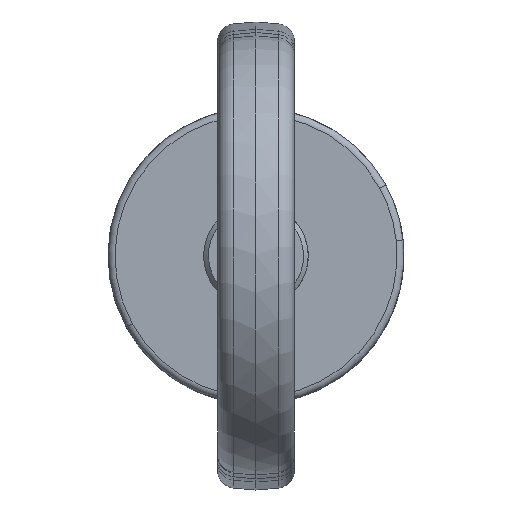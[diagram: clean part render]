
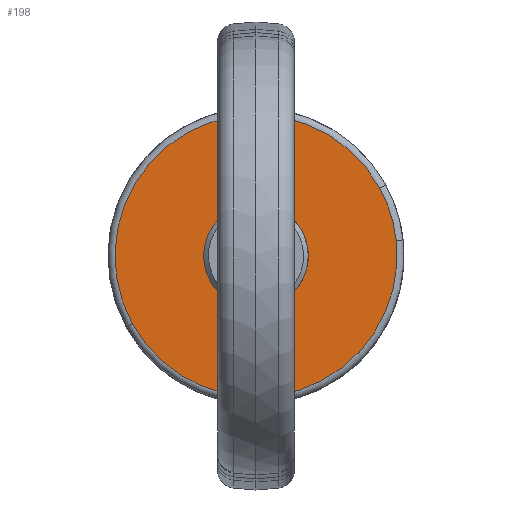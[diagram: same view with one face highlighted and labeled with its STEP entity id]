
A CAD part, top view. The second image highlights one B-rep face of the part: STEP entity #198.
In plain terms, the highlighted planar face has unit normal (0, 0, 1).
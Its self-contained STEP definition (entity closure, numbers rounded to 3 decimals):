
#63=CARTESIAN_POINT('Vertex',(40.261,4.397,-91.3)) ;
#66=CARTESIAN_POINT('Axis2P3D Location',(0.,0.,-91.3)) ;
#70=CARTESIAN_POINT('Vertex',(-35.542,-19.417,-91.3)) ;
#108=CARTESIAN_POINT('Vertex',(35.542,19.417,-91.3)) ;
#111=CARTESIAN_POINT('Axis2P3D Location',(0.,0.,-91.3)) ;
#123=CARTESIAN_POINT('Axis2P3D Location',(42.5,0.,-91.3)) ;
#128=CARTESIAN_POINT('Axis2P3D Location',(0.,0.,-91.3)) ;
#139=CARTESIAN_POINT('Control Point',(-7.191,-13.164,-91.3)) ;
#140=CARTESIAN_POINT('Control Point',(-8.523,-12.436,-91.3)) ;
#141=CARTESIAN_POINT('Control Point',(-9.763,-11.54,-91.3)) ;
#142=CARTESIAN_POINT('Control Point',(-10.883,-10.491,-91.3)) ;
#143=CARTESIAN_POINT('Control Point',(-12.832,-8.132,-91.3)) ;
#144=CARTESIAN_POINT('Control Point',(-14.133,-5.362,-91.3)) ;
#145=CARTESIAN_POINT('Control Point',(-14.604,-3.902,-91.3)) ;
#146=CARTESIAN_POINT('Control Point',(-15.166,-0.894,-91.3)) ;
#147=CARTESIAN_POINT('Control Point',(-14.961,2.159,-91.3)) ;
#148=CARTESIAN_POINT('Control Point',(-14.665,3.665,-91.3)) ;
#149=CARTESIAN_POINT('Control Point',(-13.699,6.568,-91.3)) ;
#150=CARTESIAN_POINT('Control Point',(-12.04,9.14,-91.3)) ;
#151=CARTESIAN_POINT('Control Point',(-11.051,10.313,-91.3)) ;
#152=CARTESIAN_POINT('Control Point',(-8.799,12.384,-91.3)) ;
#153=CARTESIAN_POINT('Control Point',(-6.102,13.83,-91.3)) ;
#154=CARTESIAN_POINT('Control Point',(-4.668,14.377,-91.3)) ;
#155=CARTESIAN_POINT('Control Point',(-1.694,15.097,-91.3)) ;
#156=CARTESIAN_POINT('Control Point',(1.365,15.054,-91.3)) ;
#157=CARTESIAN_POINT('Control Point',(2.884,14.838,-91.3)) ;
#158=CARTESIAN_POINT('Control Point',(4.668,14.348,-91.3)) ;
#159=CARTESIAN_POINT('Control Point',(6.344,13.598,-91.3)) ;
#160=CARTESIAN_POINT('Control Point',(6.63,13.461,-91.3)) ;
#161=CARTESIAN_POINT('Control Point',(6.913,13.316,-91.3)) ;
#162=CARTESIAN_POINT('Control Point',(7.191,13.164,-91.3)) ;
#163=CARTESIAN_POINT('Vertex',(-7.191,-13.164,-91.3)) ;
#165=CARTESIAN_POINT('Vertex',(7.191,13.164,-91.3)) ;
#169=CARTESIAN_POINT('Control Point',(7.191,13.164,-91.3)) ;
#170=CARTESIAN_POINT('Control Point',(8.523,12.436,-91.3)) ;
#171=CARTESIAN_POINT('Control Point',(9.763,11.54,-91.3)) ;
#172=CARTESIAN_POINT('Control Point',(10.883,10.491,-91.3)) ;
#173=CARTESIAN_POINT('Control Point',(12.832,8.132,-91.3)) ;
#174=CARTESIAN_POINT('Control Point',(14.133,5.362,-91.3)) ;
#175=CARTESIAN_POINT('Control Point',(14.604,3.902,-91.3)) ;
#176=CARTESIAN_POINT('Control Point',(15.166,0.894,-91.3)) ;
#177=CARTESIAN_POINT('Control Point',(14.961,-2.159,-91.3)) ;
#178=CARTESIAN_POINT('Control Point',(14.665,-3.665,-91.3)) ;
#179=CARTESIAN_POINT('Control Point',(13.699,-6.568,-91.3)) ;
#180=CARTESIAN_POINT('Control Point',(12.04,-9.14,-91.3)) ;
#181=CARTESIAN_POINT('Control Point',(11.051,-10.313,-91.3)) ;
#182=CARTESIAN_POINT('Control Point',(8.799,-12.384,-91.3)) ;
#183=CARTESIAN_POINT('Control Point',(6.102,-13.83,-91.3)) ;
#184=CARTESIAN_POINT('Control Point',(4.668,-14.377,-91.3)) ;
#185=CARTESIAN_POINT('Control Point',(1.694,-15.097,-91.3)) ;
#186=CARTESIAN_POINT('Control Point',(-1.365,-15.054,-91.3)) ;
#187=CARTESIAN_POINT('Control Point',(-2.884,-14.838,-91.3)) ;
#188=CARTESIAN_POINT('Control Point',(-4.668,-14.348,-91.3)) ;
#189=CARTESIAN_POINT('Control Point',(-6.344,-13.598,-91.3)) ;
#190=CARTESIAN_POINT('Control Point',(-6.63,-13.461,-91.3)) ;
#191=CARTESIAN_POINT('Control Point',(-6.913,-13.316,-91.3)) ;
#192=CARTESIAN_POINT('Control Point',(-7.191,-13.164,-91.3)) ;
#67=DIRECTION('Axis2P3D Direction',(0.,0.,1.)) ;
#112=DIRECTION('Axis2P3D Direction',(0.,-0.,1.)) ;
#124=DIRECTION('Axis2P3D Direction',(0.,0.,1.)) ;
#125=DIRECTION('Axis2P3D XDirection',(1.,0.,0.)) ;
#129=DIRECTION('Axis2P3D Direction',(0.,0.,1.)) ;
#68=AXIS2_PLACEMENT_3D('Circle Axis2P3D',#66,#67,$) ;
#113=AXIS2_PLACEMENT_3D('Circle Axis2P3D',#111,#112,$) ;
#126=AXIS2_PLACEMENT_3D('Plane Axis2P3D',#123,#124,#125) ;
#130=AXIS2_PLACEMENT_3D('Circle Axis2P3D',#128,#129,$) ;
#134=ORIENTED_EDGE('',*,*,#72,.T.) ;
#135=ORIENTED_EDGE('',*,*,#115,.T.) ;
#136=ORIENTED_EDGE('',*,*,#132,.T.) ;
#195=ORIENTED_EDGE('',*,*,#167,.T.) ;
#196=ORIENTED_EDGE('',*,*,#193,.T.) ;
#197=FACE_BOUND('',#194,.T.) ;
#198=ADVANCED_FACE('\X2\672C9AD4\X0\.2',(#137,#197),#127,.T.) ;
#138=B_SPLINE_CURVE_WITH_KNOTS('',5,(#139,#140,#141,#142,#143,#144,#145,#146,#147,#148,#149,#150,#151,#152,#153,#154,#155,#156,#157,#158,#159,#160,#161,#162),.UNSPECIFIED.,.F.,.U.,(6,3,3,3,3,3,3,6),(0.,10.733,21.466,32.199,42.932,53.665,64.398,66.642),.UNSPECIFIED.) ;
#168=B_SPLINE_CURVE_WITH_KNOTS('',5,(#169,#170,#171,#172,#173,#174,#175,#176,#177,#178,#179,#180,#181,#182,#183,#184,#185,#186,#187,#188,#189,#190,#191,#192),.UNSPECIFIED.,.F.,.U.,(6,3,3,3,3,3,3,6),(0.,10.733,21.466,32.199,42.932,53.665,64.398,66.642),.UNSPECIFIED.) ;
#69=CIRCLE('generated circle',#68,40.5) ;
#114=CIRCLE('generated circle',#113,40.5) ;
#131=CIRCLE('generated circle',#130,40.5) ;
#72=EDGE_CURVE('',#71,#64,#69,.T.) ;
#115=EDGE_CURVE('',#64,#109,#114,.T.) ;
#132=EDGE_CURVE('',#109,#71,#131,.T.) ;
#167=EDGE_CURVE('',#164,#166,#138,.T.) ;
#193=EDGE_CURVE('',#166,#164,#168,.T.) ;
#133=EDGE_LOOP('',(#134,#135,#136)) ;
#194=EDGE_LOOP('',(#195,#196)) ;
#137=FACE_OUTER_BOUND('',#133,.T.) ;
#127=PLANE('',#126) ;
#64=VERTEX_POINT('',#63) ;
#71=VERTEX_POINT('',#70) ;
#109=VERTEX_POINT('',#108) ;
#164=VERTEX_POINT('',#163) ;
#166=VERTEX_POINT('',#165) ;
